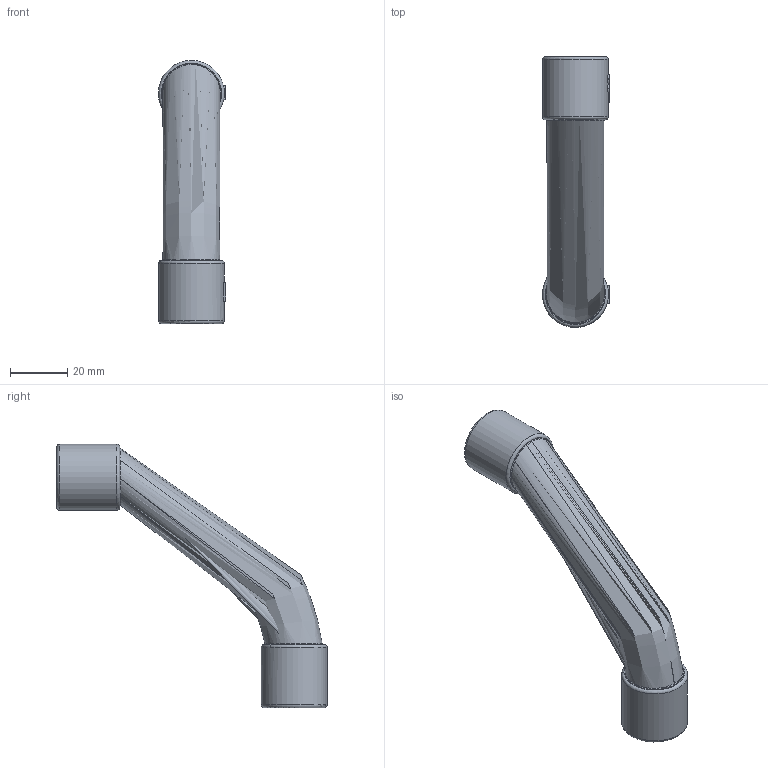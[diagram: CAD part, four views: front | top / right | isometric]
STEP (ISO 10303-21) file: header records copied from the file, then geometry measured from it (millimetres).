
FILE_DESCRIPTION(('STEP AP203'), '1');
FILE_NAME('Ñîåäèíèòåëü óãëîâîé ä20 áåçãàëîãåííûé (HF) àòìîñôåðîñòîéêèé ñåðûé', '', ('UNSPECIFIED'), ('UNSPECIFIED'), 'ASCON STEP Converter 1.6', 'ASCON Math Kernel', '');
FILE_SCHEMA(('CONFIG_CONTROL_DESIGN'));
Length unit declared in the file: millimetre
Products named in the file (1): -01
Bounding box: 23.4 x 94.35 x 91.85 mm (x, y, z)
Volume: 11382.3 mm3; surface area: 8265.1 mm2
Topology: 1 solids, 1 shells, 189 faces, 534 edges, 359 vertices
Faces by surface type: cylinder 107, plane 63, torus 8, extrusion 5, bspline 3, revolution 2, cone 1
Full cylindrical faces by diameter (mm): 14 x2, 20.4 x2, 23 x2
Entity records: 10326 total; most frequent: CARTESIAN_POINT 4136, ORIENTED_EDGE 1020, DIRECTION 880, EDGE_CURVE 510, VERTEX_POINT 355, AXIS2_PLACEMENT_3D 328, EDGE_LOOP 223, VECTOR 222
